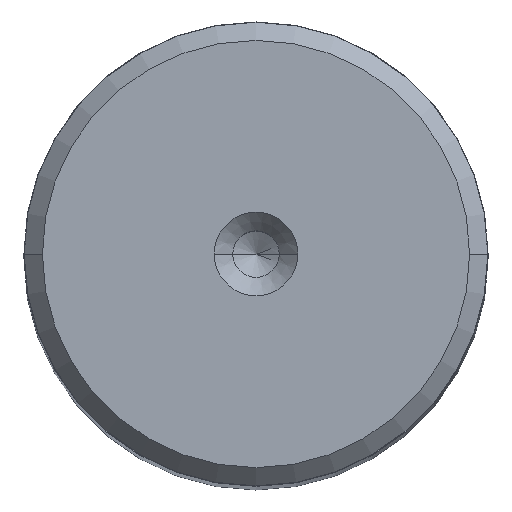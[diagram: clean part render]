
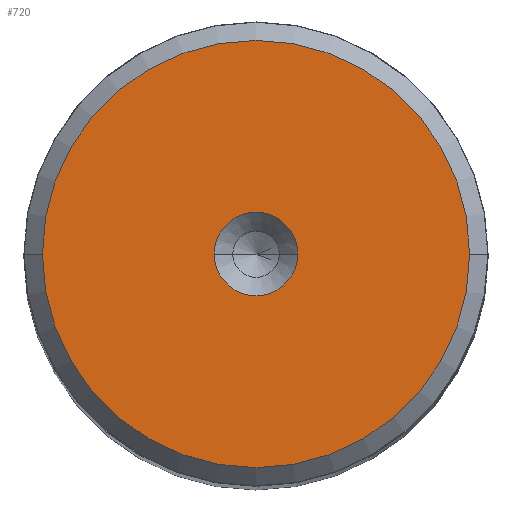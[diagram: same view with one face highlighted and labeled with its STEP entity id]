
A CAD part, top view. The second image highlights one B-rep face of the part: STEP entity #720.
In plain terms, the highlighted planar face has unit normal (0, 0, 1).
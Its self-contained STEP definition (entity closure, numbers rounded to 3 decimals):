
#38 = DIRECTION ( 'NONE',  ( 1., 0., 0. ) ) ;
#83 = FACE_BOUND ( 'NONE', #2495, .T. ) ;
#114 = EDGE_LOOP ( 'NONE', ( #1397, #1781 ) ) ;
#132 = VERTEX_POINT ( 'NONE', #199 ) ;
#199 = CARTESIAN_POINT ( 'NONE',  ( -2.25, 0., 120. ) ) ;
#208 = AXIS2_PLACEMENT_3D ( 'NONE', #722, #2253, #1472 ) ;
#211 = DIRECTION ( 'NONE',  ( 0., 0., 1. ) ) ;
#320 = PLANE ( 'NONE',  #208 ) ;
#407 = DIRECTION ( 'NONE',  ( 1., 0., 0. ) ) ;
#423 = ORIENTED_EDGE ( 'NONE', *, *, #1066, .F. ) ;
#424 = CARTESIAN_POINT ( 'NONE',  ( 11.509, 0., 120. ) ) ;
#475 = AXIS2_PLACEMENT_3D ( 'NONE', #1264, #859, #1456 ) ;
#535 = VERTEX_POINT ( 'NONE', #424 ) ;
#578 = VERTEX_POINT ( 'NONE', #2017 ) ;
#697 = CIRCLE ( 'NONE', #475, 11.509 ) ;
#720 = ADVANCED_FACE ( 'NONE', ( #83, #2323 ), #320, .T. ) ;
#722 = CARTESIAN_POINT ( 'NONE',  ( 0., 0., 120. ) ) ;
#724 = CIRCLE ( 'NONE', #1835, 2.25 ) ;
#841 = DIRECTION ( 'NONE',  ( 1., 0., 0. ) ) ;
#850 = CARTESIAN_POINT ( 'NONE',  ( 0., 0., 120. ) ) ;
#859 = DIRECTION ( 'NONE',  ( 0., 0., 1. ) ) ;
#1003 = DIRECTION ( 'NONE',  ( 0., 0., 1. ) ) ;
#1066 = EDGE_CURVE ( 'NONE', #1458, #132, #724, .T. ) ;
#1117 = EDGE_CURVE ( 'NONE', #578, #535, #2051, .T. ) ;
#1264 = CARTESIAN_POINT ( 'NONE',  ( 0., 0., 120. ) ) ;
#1397 = ORIENTED_EDGE ( 'NONE', *, *, #1117, .T. ) ;
#1456 = DIRECTION ( 'NONE',  ( 1., 0., 0. ) ) ;
#1458 = VERTEX_POINT ( 'NONE', #1838 ) ;
#1472 = DIRECTION ( 'NONE',  ( 1., 0., 0. ) ) ;
#1485 = AXIS2_PLACEMENT_3D ( 'NONE', #850, #2192, #841 ) ;
#1554 = CARTESIAN_POINT ( 'NONE',  ( 0., 0., 120. ) ) ;
#1609 = ORIENTED_EDGE ( 'NONE', *, *, #2383, .F. ) ;
#1611 = EDGE_CURVE ( 'NONE', #535, #578, #697, .T. ) ;
#1781 = ORIENTED_EDGE ( 'NONE', *, *, #1611, .T. ) ;
#1835 = AXIS2_PLACEMENT_3D ( 'NONE', #1554, #1003, #38 ) ;
#1838 = CARTESIAN_POINT ( 'NONE',  ( 2.25, 0., 120. ) ) ;
#2017 = CARTESIAN_POINT ( 'NONE',  ( -11.509, 0., 120. ) ) ;
#2051 = CIRCLE ( 'NONE', #2240, 11.509 ) ;
#2192 = DIRECTION ( 'NONE',  ( 0., 0., 1. ) ) ;
#2240 = AXIS2_PLACEMENT_3D ( 'NONE', #2335, #211, #407 ) ;
#2253 = DIRECTION ( 'NONE',  ( 0., 0., 1. ) ) ;
#2323 = FACE_OUTER_BOUND ( 'NONE', #114, .T. ) ;
#2335 = CARTESIAN_POINT ( 'NONE',  ( 0., 0., 120. ) ) ;
#2383 = EDGE_CURVE ( 'NONE', #132, #1458, #2475, .T. ) ;
#2475 = CIRCLE ( 'NONE', #1485, 2.25 ) ;
#2495 = EDGE_LOOP ( 'NONE', ( #423, #1609 ) ) ;
